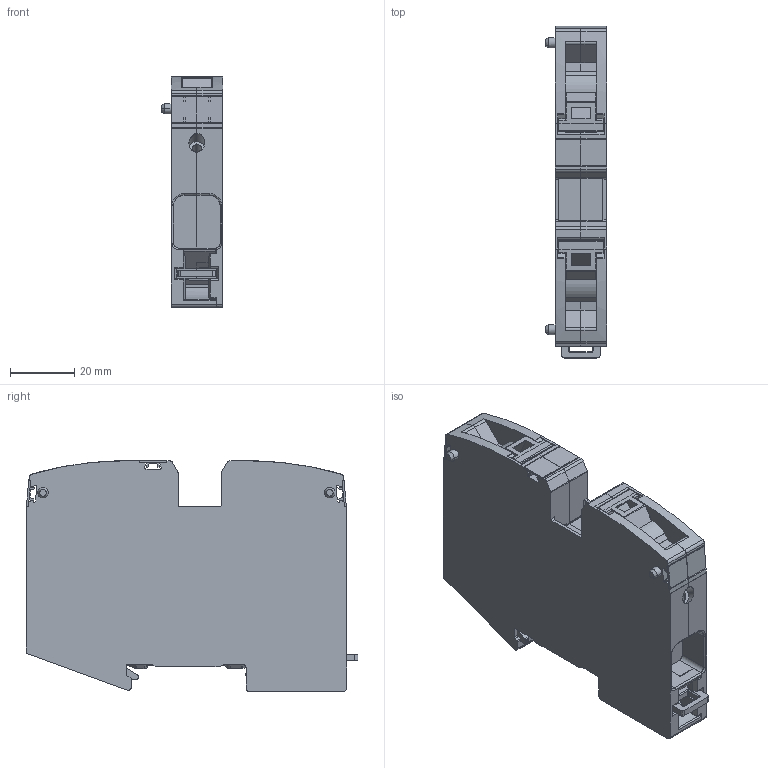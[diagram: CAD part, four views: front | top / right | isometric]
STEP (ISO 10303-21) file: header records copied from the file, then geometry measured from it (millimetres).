
FILE_DESCRIPTION(('CATIA V5 STEP Exchange','CAx-IF Rec.Pracs.--- Model Styling and Organization---1.4--- 2014-01-23'),'2;1');
FILE_NAME ('D1463800_0', '2020-07-23T08:22:57+00:00', ('none'), ('Weidmueller'), 'CATIA Version 5-6 Release 2016 SP3 HF44', 'CATIA V5 STEP AP214', 'none');
FILE_SCHEMA(('AUTOMOTIVE_DESIGN { 1 0 10303 214 1 1 1 1 }'));
Length unit declared in the file: millimetre
Products named in the file (1): 2735950000
Bounding box: 19 x 102.92 x 71.55 mm (x, y, z)
Volume: 95476.2 mm3; surface area: 39951.2 mm2
Topology: 14 solids, 14 shells, 1138 faces, 3263 edges, 2167 vertices
Faces by surface type: plane 667, cylinder 400, cone 30, bspline 18, torus 13, extrusion 6, sphere 4
Entity records: 38988 total; most frequent: CARTESIAN_POINT 9554, ORIENTED_EDGE 6518, DIRECTION 4866, EDGE_CURVE 3259, VECTOR 2277, LINE 2271, VERTEX_POINT 2167, AXIS2_PLACEMENT_3D 1613
